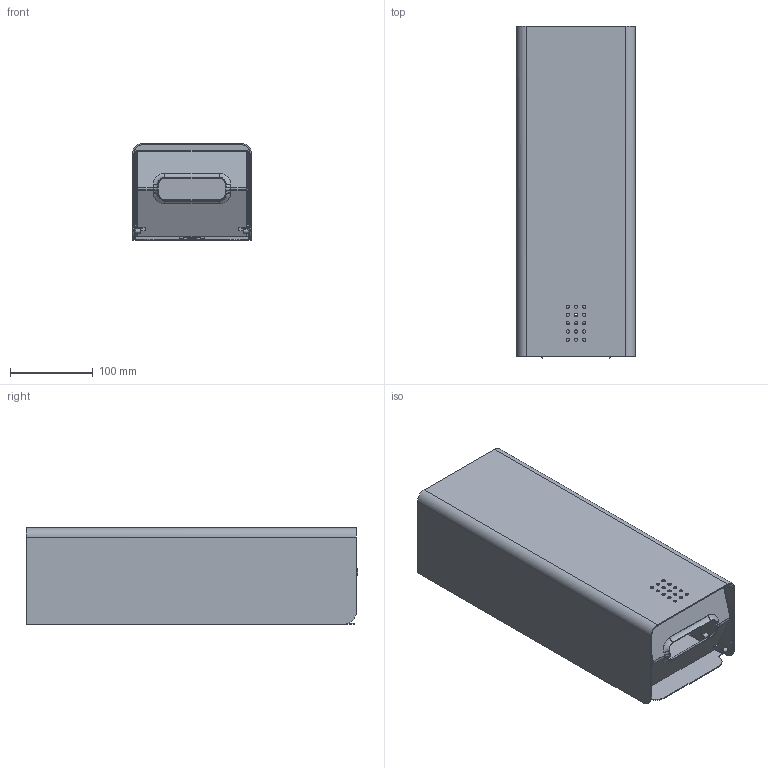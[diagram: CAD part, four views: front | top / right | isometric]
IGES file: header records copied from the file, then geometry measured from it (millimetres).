
Global section: file name: 3d_PU-313_C; native system: Autodesk Inventor 2026; preprocessor: unknown; date: 20250721.232315; units: millimetre
Bounding box: 143.6 x 402.03 x 117.2 mm (x, y, z)
Volume: 426176.3 mm3; surface area: 633245.9 mm2
Topology: 19 solids, 19 shells, 628 faces, 1595 edges, 1026 vertices
Faces by surface type: bspline 628
